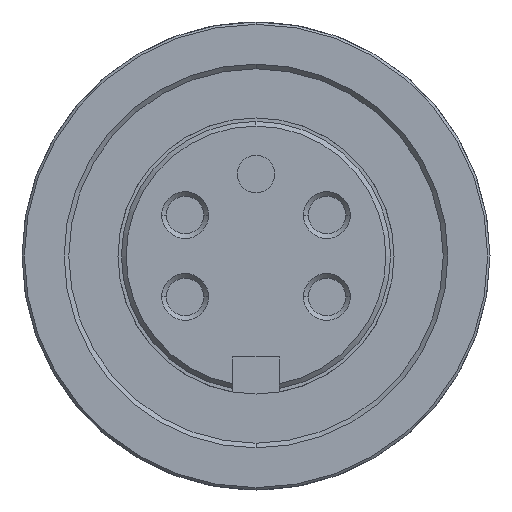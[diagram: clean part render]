
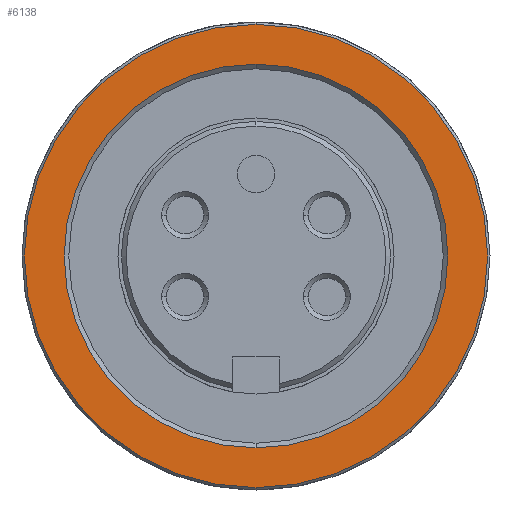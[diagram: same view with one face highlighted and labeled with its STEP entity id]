
A CAD part, front view. The second image highlights one B-rep face of the part: STEP entity #6138.
In plain terms, the highlighted planar face has unit normal (0, -1, 0).
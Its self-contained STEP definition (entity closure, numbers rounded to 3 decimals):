
#263=CARTESIAN_POINT('',(0.0,0.3,9.9));
#264=VERTEX_POINT('',#263);
#271=CARTESIAN_POINT('',(0.,0.3,-9.9));
#272=VERTEX_POINT('',#271);
#273=CARTESIAN_POINT('',(0.0,0.3,0.0));
#274=DIRECTION('',(0.0,1.0,0.0));
#275=DIRECTION('',(0.0,0.0,1.0));
#276=AXIS2_PLACEMENT_3D('',#273,#274,#275);
#277=CIRCLE('',#276,9.9);
#278=EDGE_CURVE('',#264,#272,#277,.T.);
#295=CARTESIAN_POINT('',(0.0,0.3,8.2));
#296=VERTEX_POINT('',#295);
#305=CARTESIAN_POINT('',(0.,0.3,-8.2));
#306=VERTEX_POINT('',#305);
#307=CARTESIAN_POINT('',(0.0,0.3,0.0));
#308=DIRECTION('',(0.0,1.0,0.0));
#309=DIRECTION('',(0.0,0.0,1.0));
#310=AXIS2_PLACEMENT_3D('',#307,#308,#309);
#311=CIRCLE('',#310,8.2);
#312=EDGE_CURVE('',#306,#296,#311,.T.);
#6109=CARTESIAN_POINT('',(0.0,0.3,0.0));
#6110=DIRECTION('',(0.0,1.0,0.0));
#6111=DIRECTION('',(0.0,0.0,1.0));
#6112=AXIS2_PLACEMENT_3D('',#6109,#6110,#6111);
#6113=CIRCLE('',#6112,8.2);
#6114=EDGE_CURVE('',#296,#306,#6113,.T.);
#6119=CARTESIAN_POINT('',(0.0,0.3,9.05));
#6120=DIRECTION('',(0.0,-1.0,0.0));
#6121=DIRECTION('',(0.0,0.0,-1.0));
#6122=AXIS2_PLACEMENT_3D('',#6119,#6120,#6121);
#6123=PLANE('',#6122);
#6124=ORIENTED_EDGE('',*,*,#278,.F.);
#6125=CARTESIAN_POINT('',(0.0,0.3,0.0));
#6126=DIRECTION('',(0.0,1.0,0.0));
#6127=DIRECTION('',(0.0,0.0,1.0));
#6128=AXIS2_PLACEMENT_3D('',#6125,#6126,#6127);
#6129=CIRCLE('',#6128,9.9);
#6130=EDGE_CURVE('',#272,#264,#6129,.T.);
#6131=ORIENTED_EDGE('',*,*,#6130,.F.);
#6132=EDGE_LOOP('',(#6124,#6131));
#6133=FACE_OUTER_BOUND('',#6132,.T.);
#6134=ORIENTED_EDGE('',*,*,#6114,.T.);
#6135=ORIENTED_EDGE('',*,*,#312,.T.);
#6136=EDGE_LOOP('',(#6134,#6135));
#6137=FACE_BOUND('',#6136,.T.);
#6138=ADVANCED_FACE('',(#6133,#6137),#6123,.T.);
